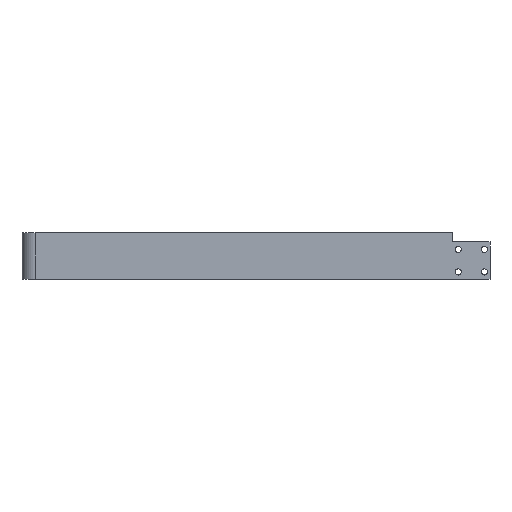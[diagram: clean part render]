
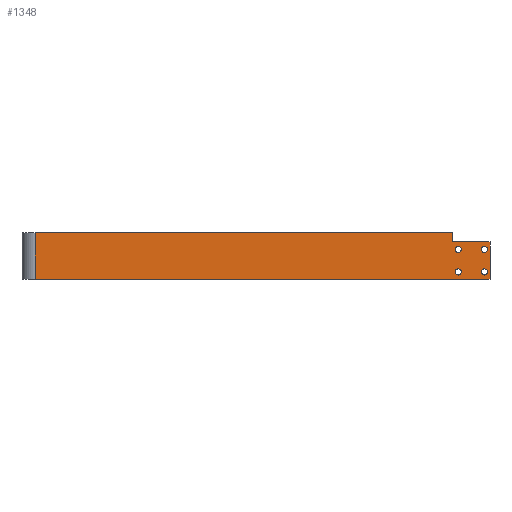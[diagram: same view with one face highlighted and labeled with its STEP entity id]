
A CAD part, left-side view. The second image highlights one B-rep face of the part: STEP entity #1348.
In plain terms, the highlighted planar face has unit normal (-1, 0, 0).
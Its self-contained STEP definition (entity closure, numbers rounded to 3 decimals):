
#67 = CARTESIAN_POINT ( 'NONE',  ( 0., 17., -2.35 ) ) ;
#180 = LINE ( 'NONE', #2407, #1403 ) ;
#218 = VERTEX_POINT ( 'NONE', #7147 ) ;
#298 = CARTESIAN_POINT ( 'NONE',  ( 0., 17., -16. ) ) ;
#303 = CIRCLE ( 'NONE', #2626, 1.65 ) ;
#373 = ORIENTED_EDGE ( 'NONE', *, *, #1895, .F. ) ;
#400 = EDGE_CURVE ( 'NONE', #4290, #4017, #6804, .T. ) ;
#403 = CARTESIAN_POINT ( 'NONE',  ( 0., 0., 5. ) ) ;
#424 = CARTESIAN_POINT ( 'NONE',  ( 0., 3., -4. ) ) ;
#428 = DIRECTION ( 'NONE',  ( 0., 0., -1. ) ) ;
#441 = CARTESIAN_POINT ( 'NONE',  ( 0., 3., -16. ) ) ;
#444 = ORIENTED_EDGE ( 'NONE', *, *, #4376, .F. ) ;
#514 = DIRECTION ( 'NONE',  ( 0., 0., 1. ) ) ;
#554 = CIRCLE ( 'NONE', #1369, 1.65 ) ;
#683 = VERTEX_POINT ( 'NONE', #5433 ) ;
#855 = CARTESIAN_POINT ( 'NONE',  ( 0., 3., -16. ) ) ;
#864 = ORIENTED_EDGE ( 'NONE', *, *, #1298, .T. ) ;
#897 = CARTESIAN_POINT ( 'NONE',  ( 0., 17., -4. ) ) ;
#936 = VERTEX_POINT ( 'NONE', #2256 ) ;
#963 = DIRECTION ( 'NONE',  ( 0., -1., 0. ) ) ;
#1034 = VECTOR ( 'NONE', #2667, 1000. ) ;
#1173 = ORIENTED_EDGE ( 'NONE', *, *, #4613, .F. ) ;
#1202 = FACE_BOUND ( 'NONE', #4566, .T. ) ;
#1222 = VERTEX_POINT ( 'NONE', #7658 ) ;
#1298 = EDGE_CURVE ( 'NONE', #1698, #1957, #3111, .T. ) ;
#1348 = ADVANCED_FACE ( 'NONE', ( #1202, #6050, #7184, #6625, #6428 ), #6051, .F. ) ;
#1369 = AXIS2_PLACEMENT_3D ( 'NONE', #4104, #3570, #7706 ) ;
#1403 = VECTOR ( 'NONE', #4871, 1000. ) ;
#1452 = VERTEX_POINT ( 'NONE', #4068 ) ;
#1461 = VECTOR ( 'NONE', #428, 1000. ) ;
#1493 = VECTOR ( 'NONE', #6935, 1000. ) ;
#1504 = DIRECTION ( 'NONE',  ( -1., 0., 0. ) ) ;
#1537 = CARTESIAN_POINT ( 'NONE',  ( 0., 243., 5. ) ) ;
#1555 = VECTOR ( 'NONE', #3769, 1000. ) ;
#1609 = VERTEX_POINT ( 'NONE', #1935 ) ;
#1643 = DIRECTION ( 'NONE',  ( 0., 0., 1. ) ) ;
#1698 = VERTEX_POINT ( 'NONE', #4520 ) ;
#1713 = CARTESIAN_POINT ( 'NONE',  ( 0., 17., -17.65 ) ) ;
#1773 = DIRECTION ( 'NONE',  ( 0., 0., -1. ) ) ;
#1895 = EDGE_CURVE ( 'NONE', #936, #5614, #303, .T. ) ;
#1935 = CARTESIAN_POINT ( 'NONE',  ( 0., 0., -20. ) ) ;
#1957 = VERTEX_POINT ( 'NONE', #2310 ) ;
#2071 = CIRCLE ( 'NONE', #5071, 1.65 ) ;
#2166 = DIRECTION ( 'NONE',  ( -1., 0., 0. ) ) ;
#2208 = VERTEX_POINT ( 'NONE', #67 ) ;
#2256 = CARTESIAN_POINT ( 'NONE',  ( 0., 3., -5.65 ) ) ;
#2310 = CARTESIAN_POINT ( 'NONE',  ( 0., 243., -20. ) ) ;
#2407 = CARTESIAN_POINT ( 'NONE',  ( 0., 250., -20. ) ) ;
#2541 = ORIENTED_EDGE ( 'NONE', *, *, #2752, .F. ) ;
#2626 = AXIS2_PLACEMENT_3D ( 'NONE', #424, #2166, #4598 ) ;
#2667 = DIRECTION ( 'NONE',  ( 0., -1., 0. ) ) ;
#2670 = DIRECTION ( 'NONE',  ( 0., 0., 1. ) ) ;
#2680 = DIRECTION ( 'NONE',  ( -1., 0., 0. ) ) ;
#2707 = DIRECTION ( 'NONE',  ( 0., 0., 1. ) ) ;
#2752 = EDGE_CURVE ( 'NONE', #2208, #1452, #2071, .T. ) ;
#2754 = ORIENTED_EDGE ( 'NONE', *, *, #4912, .F. ) ;
#2789 = EDGE_LOOP ( 'NONE', ( #1173, #864, #5129, #4419, #6439, #5032 ) ) ;
#2886 = EDGE_LOOP ( 'NONE', ( #4402, #373 ) ) ;
#2987 = ORIENTED_EDGE ( 'NONE', *, *, #400, .F. ) ;
#3111 = LINE ( 'NONE', #1537, #1493 ) ;
#3251 = CIRCLE ( 'NONE', #3795, 1.65 ) ;
#3321 = CIRCLE ( 'NONE', #4574, 1.65 ) ;
#3378 = CARTESIAN_POINT ( 'NONE',  ( 0., 0., 0. ) ) ;
#3491 = CARTESIAN_POINT ( 'NONE',  ( 0., 3., -14.35 ) ) ;
#3570 = DIRECTION ( 'NONE',  ( -1., 0., 0. ) ) ;
#3769 = DIRECTION ( 'NONE',  ( 0., 0., -1. ) ) ;
#3795 = AXIS2_PLACEMENT_3D ( 'NONE', #298, #1504, #7077 ) ;
#3796 = VECTOR ( 'NONE', #963, 1000. ) ;
#3854 = EDGE_CURVE ( 'NONE', #1222, #5653, #3251, .T. ) ;
#4017 = VERTEX_POINT ( 'NONE', #3491 ) ;
#4036 = LINE ( 'NONE', #5939, #1461 ) ;
#4068 = CARTESIAN_POINT ( 'NONE',  ( 0., 17., -5.65 ) ) ;
#4104 = CARTESIAN_POINT ( 'NONE',  ( 0., 3., -4. ) ) ;
#4281 = CIRCLE ( 'NONE', #7061, 1.65 ) ;
#4290 = VERTEX_POINT ( 'NONE', #5563 ) ;
#4376 = EDGE_CURVE ( 'NONE', #5653, #1222, #3321, .T. ) ;
#4402 = ORIENTED_EDGE ( 'NONE', *, *, #5011, .F. ) ;
#4419 = ORIENTED_EDGE ( 'NONE', *, *, #7654, .F. ) ;
#4498 = EDGE_CURVE ( 'NONE', #6824, #683, #5415, .T. ) ;
#4520 = CARTESIAN_POINT ( 'NONE',  ( 0., 243., 5. ) ) ;
#4535 = CARTESIAN_POINT ( 'NONE',  ( 0., 17., -16. ) ) ;
#4566 = EDGE_LOOP ( 'NONE', ( #2541, #6375 ) ) ;
#4574 = AXIS2_PLACEMENT_3D ( 'NONE', #4535, #2680, #2707 ) ;
#4598 = DIRECTION ( 'NONE',  ( 0., 0., 1. ) ) ;
#4613 = EDGE_CURVE ( 'NONE', #1698, #218, #5880, .T. ) ;
#4871 = DIRECTION ( 'NONE',  ( 0., -1., 0. ) ) ;
#4912 = EDGE_CURVE ( 'NONE', #4017, #4290, #4281, .T. ) ;
#5011 = EDGE_CURVE ( 'NONE', #5614, #936, #554, .T. ) ;
#5032 = ORIENTED_EDGE ( 'NONE', *, *, #7576, .F. ) ;
#5071 = AXIS2_PLACEMENT_3D ( 'NONE', #897, #7160, #1643 ) ;
#5111 = EDGE_CURVE ( 'NONE', #1957, #1609, #180, .T. ) ;
#5129 = ORIENTED_EDGE ( 'NONE', *, *, #5111, .T. ) ;
#5162 = DIRECTION ( 'NONE',  ( -1., 0., 0. ) ) ;
#5184 = AXIS2_PLACEMENT_3D ( 'NONE', #5213, #5162, #6993 ) ;
#5213 = CARTESIAN_POINT ( 'NONE',  ( 0., 17., -4. ) ) ;
#5354 = AXIS2_PLACEMENT_3D ( 'NONE', #855, #5639, #2670 ) ;
#5378 = EDGE_LOOP ( 'NONE', ( #2754, #2987 ) ) ;
#5415 = LINE ( 'NONE', #3378, #3796 ) ;
#5433 = CARTESIAN_POINT ( 'NONE',  ( 0., 0., 0. ) ) ;
#5487 = CIRCLE ( 'NONE', #5184, 1.65 ) ;
#5563 = CARTESIAN_POINT ( 'NONE',  ( 0., 3., -17.65 ) ) ;
#5614 = VERTEX_POINT ( 'NONE', #7180 ) ;
#5639 = DIRECTION ( 'NONE',  ( -1., 0., 0. ) ) ;
#5653 = VERTEX_POINT ( 'NONE', #1713 ) ;
#5880 = LINE ( 'NONE', #6214, #1034 ) ;
#5939 = CARTESIAN_POINT ( 'NONE',  ( 0., 0., 5. ) ) ;
#5976 = DIRECTION ( 'NONE',  ( -1., 0., 0. ) ) ;
#6050 = FACE_BOUND ( 'NONE', #6188, .T. ) ;
#6051 = PLANE ( 'NONE',  #6734 ) ;
#6188 = EDGE_LOOP ( 'NONE', ( #6763, #444 ) ) ;
#6194 = EDGE_CURVE ( 'NONE', #1452, #2208, #5487, .T. ) ;
#6214 = CARTESIAN_POINT ( 'NONE',  ( 0., 0., 5. ) ) ;
#6375 = ORIENTED_EDGE ( 'NONE', *, *, #6194, .F. ) ;
#6428 = FACE_OUTER_BOUND ( 'NONE', #2789, .T. ) ;
#6439 = ORIENTED_EDGE ( 'NONE', *, *, #4498, .F. ) ;
#6625 = FACE_BOUND ( 'NONE', #2886, .T. ) ;
#6640 = DIRECTION ( 'NONE',  ( 1., 0., 0. ) ) ;
#6734 = AXIS2_PLACEMENT_3D ( 'NONE', #403, #6640, #1773 ) ;
#6763 = ORIENTED_EDGE ( 'NONE', *, *, #3854, .F. ) ;
#6800 = CARTESIAN_POINT ( 'NONE',  ( 0., 20., 5. ) ) ;
#6804 = CIRCLE ( 'NONE', #5354, 1.65 ) ;
#6824 = VERTEX_POINT ( 'NONE', #7265 ) ;
#6935 = DIRECTION ( 'NONE',  ( 0., 0., -1. ) ) ;
#6993 = DIRECTION ( 'NONE',  ( 0., 0., 1. ) ) ;
#7061 = AXIS2_PLACEMENT_3D ( 'NONE', #441, #5976, #514 ) ;
#7077 = DIRECTION ( 'NONE',  ( 0., 0., 1. ) ) ;
#7147 = CARTESIAN_POINT ( 'NONE',  ( 0., 20., 5. ) ) ;
#7160 = DIRECTION ( 'NONE',  ( -1., 0., 0. ) ) ;
#7180 = CARTESIAN_POINT ( 'NONE',  ( 0., 3., -2.35 ) ) ;
#7184 = FACE_BOUND ( 'NONE', #5378, .T. ) ;
#7253 = LINE ( 'NONE', #6800, #1555 ) ;
#7265 = CARTESIAN_POINT ( 'NONE',  ( 0., 20., 0. ) ) ;
#7576 = EDGE_CURVE ( 'NONE', #218, #6824, #7253, .T. ) ;
#7654 = EDGE_CURVE ( 'NONE', #683, #1609, #4036, .T. ) ;
#7658 = CARTESIAN_POINT ( 'NONE',  ( 0., 17., -14.35 ) ) ;
#7706 = DIRECTION ( 'NONE',  ( 0., 0., 1. ) ) ;
